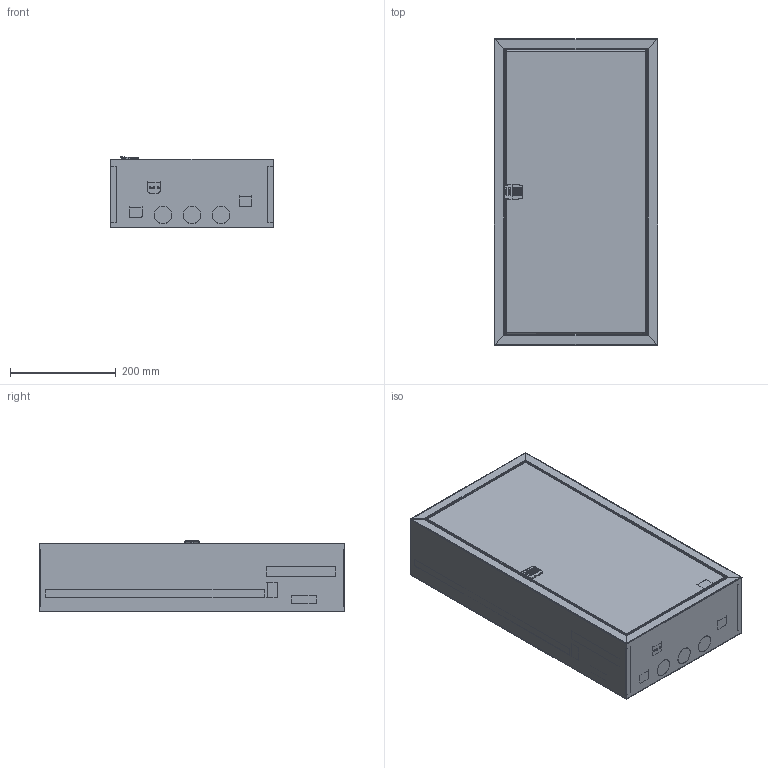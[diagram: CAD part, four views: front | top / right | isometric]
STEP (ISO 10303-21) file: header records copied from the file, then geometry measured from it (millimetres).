
FILE_DESCRIPTION (( 'STEP AP203' ), '1' );
FILE_NAME ('NRL 12E.STEP', '2022-02-04T09:30:59', ( '' ), ( '' ), 'SwSTEP 2.0', 'SolidWorks 2012', '' );
FILE_SCHEMA (( 'CONFIG_CONTROL_DESIGN' ));
Length unit declared in the file: millimetre
Products named in the file (27): NRL 12E; ISO 7049-4.8-9.5-OC; ISO 7049-4.8-16-OC; NN.P.03; NN.O.11; ISO 4032-M5-OC; ISO 4017-M5-20-OC; ISO 7089-5-OC; UZ-NRP-RP; TL-3F; ZATRZASK NRP; ISO 7089-6-OC; TH L-260; NN.D30; 2500; 2400; NN003; NN011; NN.D00.12; NRL 12E - korpus_NRL 12E - korpus; NN019; NN.SL.04; NN018; K310-580-130_Domy詫naSM-ROZ抂ｽONY-MODEL; NN001; NN002; NN008
Assembly tree (47 placements, depth 3):
  NRL 12E
    NRL 12E - korpus_NRL 12E - korpus
      K310-580-130_Domy詫naSM-ROZ抂ｽONY-MODEL
      NN008  x2
      NN001
      NN002
      NN018
      NN019
      NN.SL.04
      NN011
      NN003  x4
    NN.D30
      NN.D00.12
      NN001
      NN003  x2
    2400  x2
    2500  x2
    TH L-260
    TL-3F
    UZ-NRP-RP
    ZATRZASK NRP
    ISO 7089-6-OC  x2
    ISO 7089-5-OC  x3
    ISO 4017-M5-20-OC  x3
    ISO 4032-M5-OC  x3
    ISO 7049-4.8-9.5-OC  x5
    ISO 7049-4.8-16-OC  x2
    NN.P.03
    NN.O.11
Bounding box: 310 x 580 x 135.82 mm (x, y, z)
Volume: 1518565.5 mm3; surface area: 1918308.1 mm2
Topology: 43 solids, 47 shells, 1607 faces, 3926 edges, 2418 vertices
Faces by surface type: plane 1026, cylinder 307, cone 128, bspline 126, torus 18, sphere 2
Full cylindrical faces by diameter (mm): 3.2 x4, 3.5 x6, 4 x14, 4.2 x15, 4.5 x2, 5 x6, 5.3 x3, 5.6 x2, 6 x4, 6.2 x2, 6.8 x2, 7 x6, 7.2 x4, 8 x13, 9 x2, 9.5 x4, 9.6 x2, 10 x4, 11 x4, 14 x2
Entity records: 42739 total; most frequent: CARTESIAN_POINT 10645, ORIENTED_EDGE 5929, DIRECTION 5579, EDGE_CURVE 2965, VECTOR 2101, LINE 2101, VERTEX_POINT 1865, AXIS2_PLACEMENT_3D 1739
